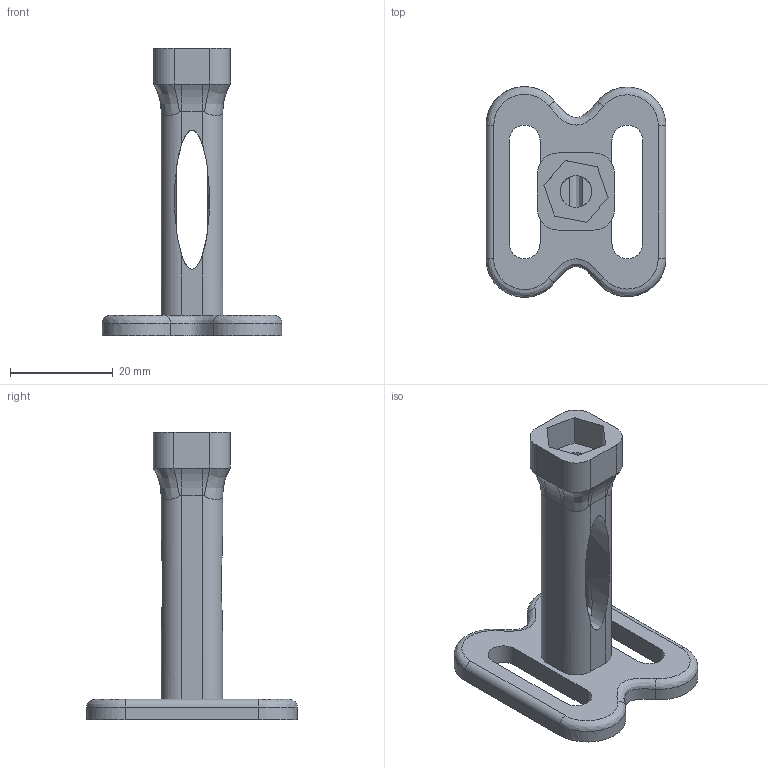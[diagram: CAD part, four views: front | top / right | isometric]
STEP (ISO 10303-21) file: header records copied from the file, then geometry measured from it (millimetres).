
FILE_DESCRIPTION(/* description */ (''),/* implementation_level */ '2;1');
FILE_NAME(/* name */ 'Extension Mount for Transceiver.step',/* time_stamp */ '2026-02-25T12:31:45-06:00',/* author */ (''),/* organization */ (''),/* preprocessor_version */ 'ST-DEVELOPER v20.1',/* originating_system */ 'Autodesk Translation Framework v14.24.0.0',/* authorisation */ '');
FILE_SCHEMA (('AUTOMOTIVE_DESIGN { 1 0 10303 214 3 1 1 }'));
Length unit declared in the file: millimetre
Products named in the file (1): 2026-02-15-13-11-08-719
Bounding box: 35 x 40.96 x 56 mm (x, y, z)
Volume: 8622.3 mm3; surface area: 6081.3 mm2
Topology: 1 solids, 1 shells, 74 faces, 188 edges, 118 vertices
Faces by surface type: plane 28, bspline 25, cylinder 21
Full cylindrical faces by diameter (mm): 6.2 x1
Entity records: 3147 total; most frequent: CARTESIAN_POINT 1440, ORIENTED_EDGE 376, DIRECTION 296, EDGE_CURVE 188, VERTEX_POINT 118, AXIS2_PLACEMENT_3D 103, LINE 90, VECTOR 90
